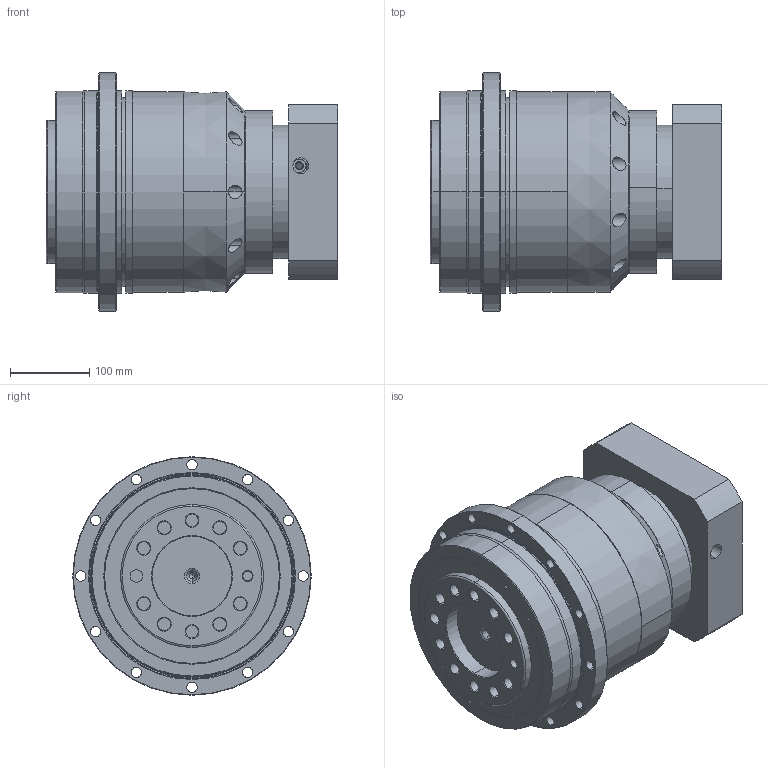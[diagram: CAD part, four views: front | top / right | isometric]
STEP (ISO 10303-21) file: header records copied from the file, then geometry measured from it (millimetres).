
FILE_DESCRIPTION (( 'STEP AP203' ), '1' );
FILE_NAME ('TD255-L1-55-200-235-M12-117.5-20-耀倰.STEP', '2021-01-18T06:31:11', ( 'Windows 蚚誧' ), ( 'Microsoft' ), 'SwSTEP 2.0', 'SolidWorks 2017', '' );
FILE_SCHEMA (( 'CONFIG_CONTROL_DESIGN' ));
Length unit declared in the file: millimetre
Products named in the file (7): 255-SCA; 255-CQA; 42; 180-180-215-12-66; TD255-L1-55-200-235-M12-117.5-20-耀倰; 255-CQB; 205-HKT
Assembly tree (6 placements, depth 2):
  TD255-L1-55-200-235-M12-117.5-20-耀倰
    255-CQA
    255-SCA
    255-CQB
    205-HKT
    180-180-215-12-66
    42
Bounding box: 366.99 x 300.02 x 300.02 mm (x, y, z)
Volume: 12046253.1 mm3; surface area: 999900.2 mm2
Topology: 7 solids, 7 shells, 459 faces, 1027 edges, 648 vertices
Faces by surface type: cylinder 223, cone 114, plane 112, bspline 6, torus 4
Entity records: 15154 total; most frequent: CARTESIAN_POINT 3711, DIRECTION 2459, ORIENTED_EDGE 2046, AXIS2_PLACEMENT_3D 1032, EDGE_CURVE 1023, VERTEX_POINT 648, EDGE_LOOP 585, CIRCLE 570
